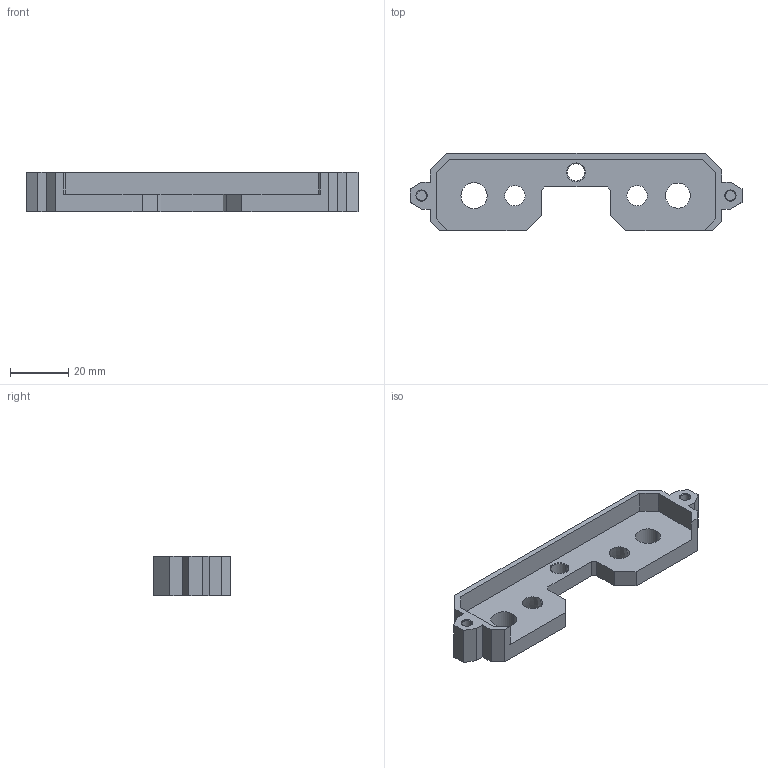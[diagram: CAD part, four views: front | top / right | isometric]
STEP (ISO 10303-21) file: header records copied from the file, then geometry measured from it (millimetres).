
FILE_DESCRIPTION (( 'STEP AP203' ), '1' );
FILE_NAME ('TR_spool_roller_middle_part_v1_0.STEP', '2018-05-17T19:15:09', ( '' ), ( '' ), 'SwSTEP 2.0', 'SolidWorks 2017', '' );
FILE_SCHEMA (( 'CONFIG_CONTROL_DESIGN' ));
Length unit declared in the file: millimetre
Products named in the file (1): TR_spool_roller_middle_part_v1_0
Bounding box: 114 x 26.5 x 13.5 mm (x, y, z)
Volume: 14867.3 mm3; surface area: 9450.7 mm2
Topology: 1 solids, 1 shells, 90 faces, 230 edges, 148 vertices
Faces by surface type: plane 56, cone 20, cylinder 14
Entity records: 2795 total; most frequent: CARTESIAN_POINT 469, DIRECTION 464, ORIENTED_EDGE 460, EDGE_CURVE 230, LINE 178, VECTOR 178, VERTEX_POINT 148, AXIS2_PLACEMENT_3D 143
